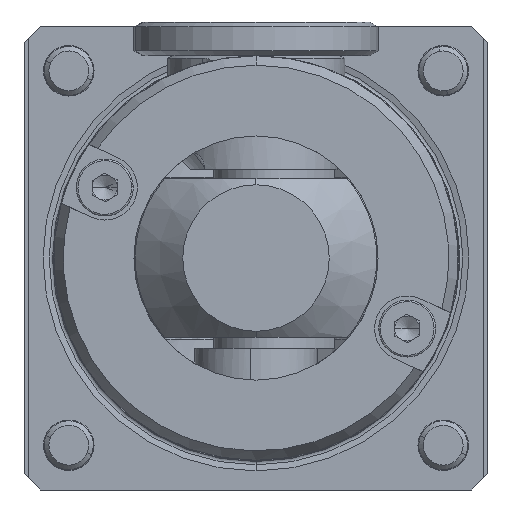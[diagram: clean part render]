
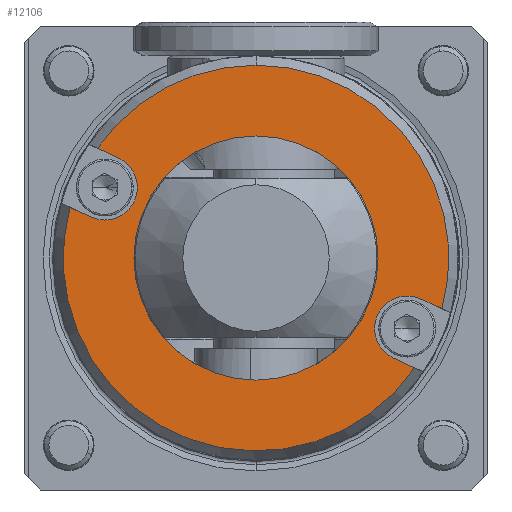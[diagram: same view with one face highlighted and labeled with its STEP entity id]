
A CAD part, left-side view. The second image highlights one B-rep face of the part: STEP entity #12106.
In plain terms, the highlighted planar face has unit normal (-1, 0, 0).
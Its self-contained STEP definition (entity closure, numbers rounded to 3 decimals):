
#7 = CARTESIAN_POINT ( 'NONE',  ( -70., 19.477, 13.496 ) ) ;
#421 = CIRCLE ( 'NONE', #3385, 23.695 ) ;
#506 = VECTOR ( 'NONE', #25671, 1000. ) ;
#657 = AXIS2_PLACEMENT_3D ( 'NONE', #17526, #17427, #17418 ) ;
#1042 = EDGE_LOOP ( 'NONE', ( #13122, #21786 ) ) ;
#1106 = DIRECTION ( 'NONE',  ( 0., 0., -1. ) ) ;
#1146 = DIRECTION ( 'NONE',  ( 1., 0., 0. ) ) ;
#1260 = CARTESIAN_POINT ( 'NONE',  ( -70., 0., 0. ) ) ;
#1441 = EDGE_CURVE ( 'NONE', #6236, #31664, #17473, .T. ) ;
#1533 = CARTESIAN_POINT ( 'NONE',  ( -70., -19.477, -13.496 ) ) ;
#2381 = VERTEX_POINT ( 'NONE', #4059 ) ;
#2962 = CARTESIAN_POINT ( 'NONE',  ( -70., -18.579, -8.664 ) ) ;
#3385 = AXIS2_PLACEMENT_3D ( 'NONE', #29364, #13817, #31974 ) ;
#4059 = CARTESIAN_POINT ( 'NONE',  ( -70., 16.889, 12.289 ) ) ;
#5274 = CARTESIAN_POINT ( 'NONE',  ( -70., -16.889, -12.289 ) ) ;
#5642 = DIRECTION ( 'NONE',  ( 0., 0., 1. ) ) ;
#5893 = VERTEX_POINT ( 'NONE', #12988 ) ;
#6178 = CARTESIAN_POINT ( 'NONE',  ( -70., 0., 15. ) ) ;
#6236 = VERTEX_POINT ( 'NONE', #26201 ) ;
#6485 = EDGE_CURVE ( 'NONE', #30635, #8380, #13067, .T. ) ;
#6502 = DIRECTION ( 'NONE',  ( 0., 0., 1. ) ) ;
#6539 = DIRECTION ( 'NONE',  ( -1., 0., 0. ) ) ;
#6544 = CARTESIAN_POINT ( 'NONE',  ( -70., 15., 0. ) ) ;
#7004 = PLANE ( 'NONE',  #19157 ) ;
#7325 = CARTESIAN_POINT ( 'NONE',  ( -70., -20.27, -5.038 ) ) ;
#7709 = CARTESIAN_POINT ( 'NONE',  ( -70., -20.27, -5.038 ) ) ;
#7933 = CIRCLE ( 'NONE', #33630, 4. ) ;
#8075 = EDGE_LOOP ( 'NONE', ( #15367, #32961, #17233, #16393, #16011, #8275, #15724, #24051, #20135, #19868 ) ) ;
#8105 = DIRECTION ( 'NONE',  ( 0., -0.906, -0.423 ) ) ;
#8275 = ORIENTED_EDGE ( 'NONE', *, *, #21699, .F. ) ;
#8380 = VERTEX_POINT ( 'NONE', #1533 ) ;
#10123 = EDGE_CURVE ( 'NONE', #24188, #20915, #12514, .T. ) ;
#10334 = CARTESIAN_POINT ( 'NONE',  ( -70., -18.579, -4.664 ) ) ;
#10342 = EDGE_CURVE ( 'NONE', #30546, #30635, #7933, .T. ) ;
#10553 = EDGE_CURVE ( 'NONE', #16588, #2381, #32819, .T. ) ;
#11708 = DIRECTION ( 'NONE',  ( 1., 0., 0. ) ) ;
#11799 = VECTOR ( 'NONE', #25727, 1000. ) ;
#11913 = FACE_OUTER_BOUND ( 'NONE', #8075, .T. ) ;
#12106 = ADVANCED_FACE ( 'NONE', ( #11913, #26620 ), #7004, .T. ) ;
#12514 = CIRCLE ( 'NONE', #18657, 15. ) ;
#12988 = CARTESIAN_POINT ( 'NONE',  ( -70., -22.858, -6.245 ) ) ;
#13067 = LINE ( 'NONE', #5274, #26904 ) ;
#13122 = ORIENTED_EDGE ( 'NONE', *, *, #16361, .T. ) ;
#13458 = DIRECTION ( 'NONE',  ( 1., 0., 0. ) ) ;
#13817 = DIRECTION ( 'NONE',  ( 1., 0., 0. ) ) ;
#14086 = VECTOR ( 'NONE', #32471, 1000. ) ;
#15049 = EDGE_CURVE ( 'NONE', #2381, #18169, #20997, .T. ) ;
#15299 = CARTESIAN_POINT ( 'NONE',  ( -70., 23.919, 6.74 ) ) ;
#15367 = ORIENTED_EDGE ( 'NONE', *, *, #26234, .F. ) ;
#15724 = ORIENTED_EDGE ( 'NONE', *, *, #28447, .F. ) ;
#15956 = CARTESIAN_POINT ( 'NONE',  ( -70., -16.889, -12.289 ) ) ;
#16011 = ORIENTED_EDGE ( 'NONE', *, *, #10342, .F. ) ;
#16361 = EDGE_CURVE ( 'NONE', #20915, #24188, #26176, .T. ) ;
#16393 = ORIENTED_EDGE ( 'NONE', *, *, #6485, .F. ) ;
#16588 = VERTEX_POINT ( 'NONE', #19263 ) ;
#17233 = ORIENTED_EDGE ( 'NONE', *, *, #23288, .F. ) ;
#17248 = AXIS2_PLACEMENT_3D ( 'NONE', #29002, #13458, #31626 ) ;
#17418 = DIRECTION ( 'NONE',  ( 0., 0., 1. ) ) ;
#17427 = DIRECTION ( 'NONE',  ( -1., 0., 0. ) ) ;
#17473 = CIRCLE ( 'NONE', #32369, 23.695 ) ;
#17526 = CARTESIAN_POINT ( 'NONE',  ( -70., 18.579, 8.664 ) ) ;
#18169 = VERTEX_POINT ( 'NONE', #7 ) ;
#18657 = AXIS2_PLACEMENT_3D ( 'NONE', #24328, #24321, #24283 ) ;
#19157 = AXIS2_PLACEMENT_3D ( 'NONE', #6544, #6539, #6502 ) ;
#19263 = CARTESIAN_POINT ( 'NONE',  ( -70., 20.27, 5.038 ) ) ;
#19632 = LINE ( 'NONE', #15299, #11799 ) ;
#19868 = ORIENTED_EDGE ( 'NONE', *, *, #10553, .F. ) ;
#20135 = ORIENTED_EDGE ( 'NONE', *, *, #15049, .F. ) ;
#20915 = VERTEX_POINT ( 'NONE', #32043 ) ;
#20997 = LINE ( 'NONE', #32613, #14086 ) ;
#21178 = DIRECTION ( 'NONE',  ( 0., 0., 1. ) ) ;
#21198 = DIRECTION ( 'NONE',  ( -1., 0., 0. ) ) ;
#21237 = CARTESIAN_POINT ( 'NONE',  ( -70., -18.579, -8.664 ) ) ;
#21438 = DIRECTION ( 'NONE',  ( -1., 0., 0. ) ) ;
#21543 = CIRCLE ( 'NONE', #33910, 4. ) ;
#21632 = AXIS2_PLACEMENT_3D ( 'NONE', #27312, #11708, #29938 ) ;
#21699 = EDGE_CURVE ( 'NONE', #26799, #30546, #21543, .T. ) ;
#21749 = EDGE_CURVE ( 'NONE', #18169, #5893, #421, .T. ) ;
#21786 = ORIENTED_EDGE ( 'NONE', *, *, #10123, .T. ) ;
#23288 = EDGE_CURVE ( 'NONE', #8380, #6236, #30057, .T. ) ;
#24051 = ORIENTED_EDGE ( 'NONE', *, *, #21749, .F. ) ;
#24188 = VERTEX_POINT ( 'NONE', #6178 ) ;
#24283 = DIRECTION ( 'NONE',  ( 0., 0., -1. ) ) ;
#24321 = DIRECTION ( 'NONE',  ( 1., 0., 0. ) ) ;
#24328 = CARTESIAN_POINT ( 'NONE',  ( -70., 0., 0. ) ) ;
#25671 = DIRECTION ( 'NONE',  ( 0., 0.906, 0.423 ) ) ;
#25727 = DIRECTION ( 'NONE',  ( 0., -0.906, -0.423 ) ) ;
#26176 = CIRCLE ( 'NONE', #17248, 15. ) ;
#26201 = CARTESIAN_POINT ( 'NONE',  ( -70., 0., -23.695 ) ) ;
#26234 = EDGE_CURVE ( 'NONE', #31664, #16588, #19632, .T. ) ;
#26620 = FACE_BOUND ( 'NONE', #1042, .T. ) ;
#26799 = VERTEX_POINT ( 'NONE', #7709 ) ;
#26904 = VECTOR ( 'NONE', #8105, 1000. ) ;
#27312 = CARTESIAN_POINT ( 'NONE',  ( -70., 0., 0. ) ) ;
#28447 = EDGE_CURVE ( 'NONE', #5893, #26799, #28493, .T. ) ;
#28493 = LINE ( 'NONE', #7325, #506 ) ;
#29002 = CARTESIAN_POINT ( 'NONE',  ( -70., 0., 0. ) ) ;
#29364 = CARTESIAN_POINT ( 'NONE',  ( -70., 0., 0. ) ) ;
#29938 = DIRECTION ( 'NONE',  ( 0., 0., -1. ) ) ;
#30057 = CIRCLE ( 'NONE', #21632, 23.695 ) ;
#30204 = CARTESIAN_POINT ( 'NONE',  ( -70., 22.858, 6.245 ) ) ;
#30546 = VERTEX_POINT ( 'NONE', #10334 ) ;
#30635 = VERTEX_POINT ( 'NONE', #15956 ) ;
#31626 = DIRECTION ( 'NONE',  ( 0., 0., -1. ) ) ;
#31664 = VERTEX_POINT ( 'NONE', #30204 ) ;
#31974 = DIRECTION ( 'NONE',  ( 0., 0., -1. ) ) ;
#32043 = CARTESIAN_POINT ( 'NONE',  ( -70., 0., -15. ) ) ;
#32369 = AXIS2_PLACEMENT_3D ( 'NONE', #1260, #1146, #1106 ) ;
#32471 = DIRECTION ( 'NONE',  ( 0., 0.906, 0.423 ) ) ;
#32613 = CARTESIAN_POINT ( 'NONE',  ( -70., 20.538, 13.99 ) ) ;
#32819 = CIRCLE ( 'NONE', #657, 4. ) ;
#32961 = ORIENTED_EDGE ( 'NONE', *, *, #1441, .F. ) ;
#33630 = AXIS2_PLACEMENT_3D ( 'NONE', #21237, #21198, #21178 ) ;
#33910 = AXIS2_PLACEMENT_3D ( 'NONE', #2962, #21438, #5642 ) ;
